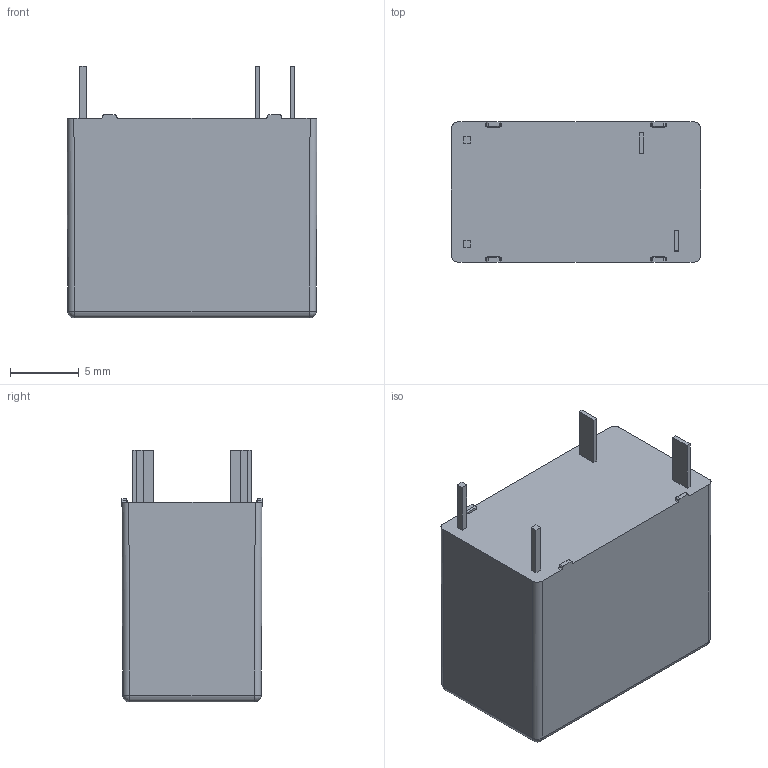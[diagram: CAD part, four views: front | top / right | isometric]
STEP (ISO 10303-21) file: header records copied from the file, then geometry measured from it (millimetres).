
FILE_DESCRIPTION((''),'2;1');
FILE_NAME('C-1-2071556-1','2021-03-22T02:48:23',('workeradm'),('TE Connectivity Ltd.'),'CREO PARAMETRIC BY PTC INC, 2019292','CREO PARAMETRIC BY PTC INC, 2019292','');
FILE_SCHEMA(('AUTOMOTIVE_DESIGN { 1 0 10303 214 1 1 1 1 }'));
Length unit declared in the file: millimetre
Products named in the file (1): C-1-2071556-1
Bounding box: 18.2 x 10.2 x 18.35 mm (x, y, z)
Volume: 2679.8 mm3; surface area: 1211.8 mm2
Topology: 1 solids, 1 shells, 98 faces, 240 edges, 140 vertices
Faces by surface type: plane 54, cylinder 24, cone 16, sphere 4
Entity records: 3126 total; most frequent: CARTESIAN_POINT 572, ORIENTED_EDGE 464, DIRECTION 436, EDGE_CURVE 232, VECTOR 168, LINE 168, VERTEX_POINT 140, AXIS2_PLACEMENT_3D 134
